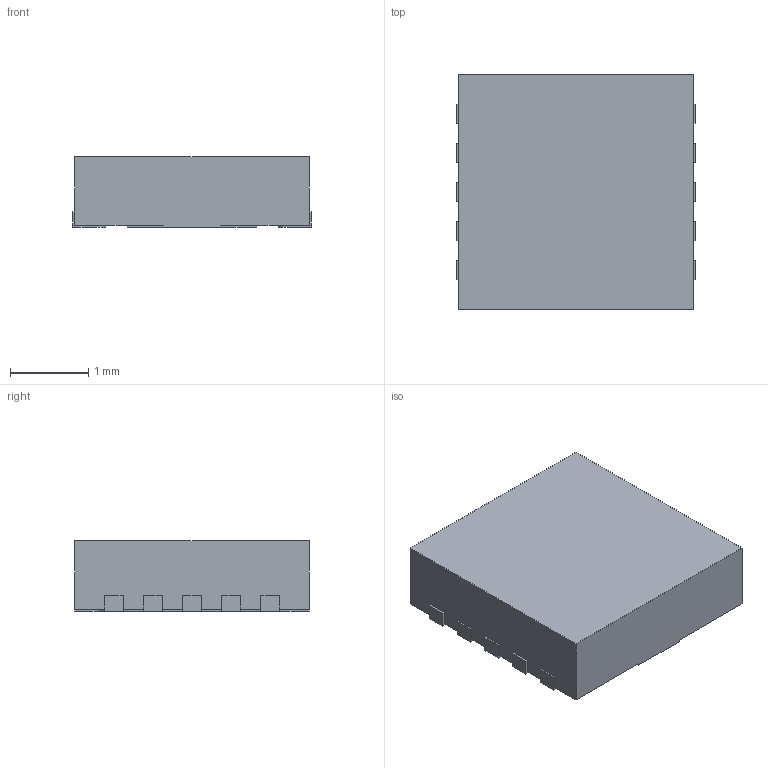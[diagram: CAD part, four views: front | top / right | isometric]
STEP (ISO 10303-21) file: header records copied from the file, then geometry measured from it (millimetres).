
FILE_DESCRIPTION(('FreeCAD Model'),'2;1');
FILE_NAME('Part2.step','2019-09-09T21:29:37',( 'kicad StepUp'),('ksu MCAD'),'Open CASCADE STEP processor 7.3', 'FreeCAD','Unknown');
FILE_SCHEMA(('AUTOMOTIVE_DESIGN { 1 0 10303 214 1 1 1 1 }'));
Length unit declared in the file: millimetre
Products named in the file (1): Part2
Bounding box: 3.05 x 3 x 0.9 mm (x, y, z)
Volume: 8 mm3; surface area: 29.2 mm2
Topology: 1 solids, 1 shells, 89 faces, 263 edges, 176 vertices
Faces by surface type: plane 69, cylinder 20
Entity records: 3589 total; most frequent: CARTESIAN_POINT 529, ORIENTED_EDGE 526, DIRECTION 483, EDGE_CURVE 263, LINE 223, VECTOR 223, VERTEX_POINT 176, AXIS2_PLACEMENT_3D 130
